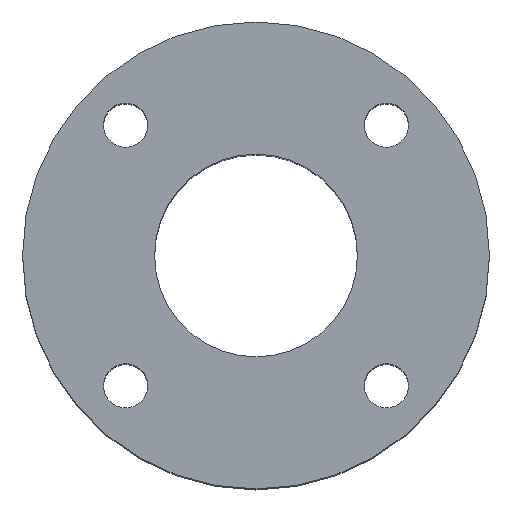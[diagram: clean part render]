
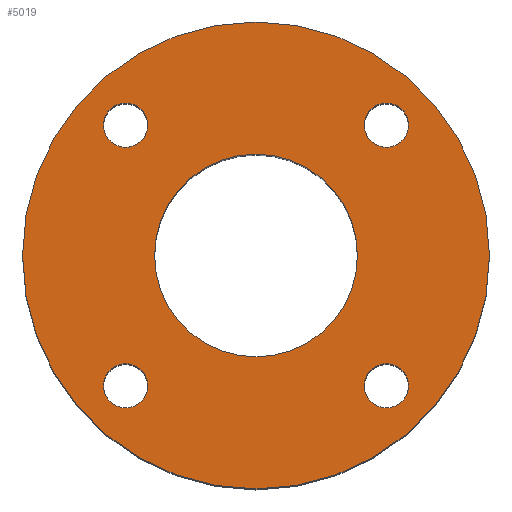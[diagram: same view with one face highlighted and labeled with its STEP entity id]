
A CAD part, top view. The second image highlights one B-rep face of the part: STEP entity #5019.
In plain terms, the highlighted planar face has unit normal (0, 0, 1).
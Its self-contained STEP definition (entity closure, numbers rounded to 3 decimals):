
#114 = EDGE_CURVE ( 'NONE', #8684, #9602, #28847, .T. ) ;
#205 = CIRCLE ( 'NONE', #7215, 95. ) ;
#262 = CARTESIAN_POINT ( 'NONE',  ( -53.033, 53.033, 0. ) ) ;
#352 = CARTESIAN_POINT ( 'NONE',  ( 62.033, -53.033, 0. ) ) ;
#675 = EDGE_CURVE ( 'NONE', #5345, #26116, #28397, .T. ) ;
#978 = ORIENTED_EDGE ( 'NONE', *, *, #7795, .F. ) ;
#1127 = DIRECTION ( 'NONE',  ( 0., 0., 1. ) ) ;
#1321 = CIRCLE ( 'NONE', #18649, 41.25 ) ;
#1444 = DIRECTION ( 'NONE',  ( 0., 0., 1. ) ) ;
#1521 = EDGE_LOOP ( 'NONE', ( #7799, #17835 ) ) ;
#1728 = CARTESIAN_POINT ( 'NONE',  ( 53.033, -53.033, 0. ) ) ;
#1795 = CARTESIAN_POINT ( 'NONE',  ( 0., 0., 0. ) ) ;
#1892 = CARTESIAN_POINT ( 'NONE',  ( -62.033, 53.033, 0. ) ) ;
#1920 = EDGE_LOOP ( 'NONE', ( #23755, #22665 ) ) ;
#1970 = EDGE_CURVE ( 'NONE', #26116, #5345, #22115, .T. ) ;
#2057 = CARTESIAN_POINT ( 'NONE',  ( -95., 0., 0. ) ) ;
#3018 = VERTEX_POINT ( 'NONE', #18726 ) ;
#4176 = CIRCLE ( 'NONE', #20565, 9. ) ;
#4241 = ORIENTED_EDGE ( 'NONE', *, *, #25433, .T. ) ;
#4632 = DIRECTION ( 'NONE',  ( 1., 0., 0. ) ) ;
#4633 = CARTESIAN_POINT ( 'NONE',  ( 0., 41.25, 0. ) ) ;
#4683 = CIRCLE ( 'NONE', #10309, 9. ) ;
#5019 = ADVANCED_FACE ( 'NONE', ( #25001, #6981, #27209, #7125, #9324, #13565 ), #17955, .F. ) ;
#5122 = AXIS2_PLACEMENT_3D ( 'NONE', #10530, #14365, #9843 ) ;
#5345 = VERTEX_POINT ( 'NONE', #1892 ) ;
#6981 = FACE_BOUND ( 'NONE', #25725, .T. ) ;
#6988 = AXIS2_PLACEMENT_3D ( 'NONE', #4633, #13704, #26916 ) ;
#7125 = FACE_BOUND ( 'NONE', #1920, .T. ) ;
#7215 = AXIS2_PLACEMENT_3D ( 'NONE', #1795, #10745, #28626 ) ;
#7257 = DIRECTION ( 'NONE',  ( 0., 0., 1. ) ) ;
#7352 = ORIENTED_EDGE ( 'NONE', *, *, #11926, .F. ) ;
#7651 = CARTESIAN_POINT ( 'NONE',  ( 53.033, -53.033, 0. ) ) ;
#7754 = DIRECTION ( 'NONE',  ( 1., 0., 0. ) ) ;
#7795 = EDGE_CURVE ( 'NONE', #18436, #9794, #4176, .T. ) ;
#7799 = ORIENTED_EDGE ( 'NONE', *, *, #1970, .F. ) ;
#8064 = EDGE_CURVE ( 'NONE', #16407, #3018, #1321, .T. ) ;
#8449 = DIRECTION ( 'NONE',  ( 1., 0., 0. ) ) ;
#8473 = CARTESIAN_POINT ( 'NONE',  ( -62.033, -53.033, 0. ) ) ;
#8684 = VERTEX_POINT ( 'NONE', #2057 ) ;
#9324 = FACE_BOUND ( 'NONE', #13485, .T. ) ;
#9602 = VERTEX_POINT ( 'NONE', #17211 ) ;
#9794 = VERTEX_POINT ( 'NONE', #352 ) ;
#9843 = DIRECTION ( 'NONE',  ( 1., 0., 0. ) ) ;
#9863 = EDGE_LOOP ( 'NONE', ( #16626, #978 ) ) ;
#10309 = AXIS2_PLACEMENT_3D ( 'NONE', #18390, #7257, #16186 ) ;
#10530 = CARTESIAN_POINT ( 'NONE',  ( 0., 0., 0. ) ) ;
#10745 = DIRECTION ( 'NONE',  ( 0., 0., 1. ) ) ;
#11007 = DIRECTION ( 'NONE',  ( -1., 0., 0. ) ) ;
#11142 = EDGE_CURVE ( 'NONE', #27450, #12427, #24703, .T. ) ;
#11460 = AXIS2_PLACEMENT_3D ( 'NONE', #16106, #25066, #13909 ) ;
#11802 = CARTESIAN_POINT ( 'NONE',  ( 0., 0., 0. ) ) ;
#11926 = EDGE_CURVE ( 'NONE', #3018, #16407, #13066, .T. ) ;
#12030 = AXIS2_PLACEMENT_3D ( 'NONE', #19299, #1127, #26052 ) ;
#12190 = CARTESIAN_POINT ( 'NONE',  ( 62.033, 53.033, 0. ) ) ;
#12227 = AXIS2_PLACEMENT_3D ( 'NONE', #17589, #15392, #11007 ) ;
#12308 = VERTEX_POINT ( 'NONE', #8473 ) ;
#12370 = CIRCLE ( 'NONE', #11460, 9. ) ;
#12427 = VERTEX_POINT ( 'NONE', #22094 ) ;
#13066 = CIRCLE ( 'NONE', #5122, 41.25 ) ;
#13214 = AXIS2_PLACEMENT_3D ( 'NONE', #262, #27238, #25036 ) ;
#13485 = EDGE_LOOP ( 'NONE', ( #7352, #14855 ) ) ;
#13565 = FACE_OUTER_BOUND ( 'NONE', #13653, .T. ) ;
#13653 = EDGE_LOOP ( 'NONE', ( #4241, #21535 ) ) ;
#13704 = DIRECTION ( 'NONE',  ( 0., 0., -1. ) ) ;
#13909 = DIRECTION ( 'NONE',  ( -1., 0., 0. ) ) ;
#14268 = EDGE_CURVE ( 'NONE', #12427, #27450, #4683, .T. ) ;
#14365 = DIRECTION ( 'NONE',  ( 0., 0., 1. ) ) ;
#14750 = CARTESIAN_POINT ( 'NONE',  ( 0., 0., 0. ) ) ;
#14855 = ORIENTED_EDGE ( 'NONE', *, *, #8064, .F. ) ;
#15392 = DIRECTION ( 'NONE',  ( 0., 0., 1. ) ) ;
#16106 = CARTESIAN_POINT ( 'NONE',  ( -53.033, -53.033, 0. ) ) ;
#16186 = DIRECTION ( 'NONE',  ( 1., 0., 0. ) ) ;
#16308 = AXIS2_PLACEMENT_3D ( 'NONE', #7651, #21708, #21419 ) ;
#16407 = VERTEX_POINT ( 'NONE', #23508 ) ;
#16626 = ORIENTED_EDGE ( 'NONE', *, *, #19009, .F. ) ;
#16676 = CARTESIAN_POINT ( 'NONE',  ( 53.033, 53.033, 0. ) ) ;
#17211 = CARTESIAN_POINT ( 'NONE',  ( 95., 0., 0. ) ) ;
#17244 = CIRCLE ( 'NONE', #16308, 9. ) ;
#17589 = CARTESIAN_POINT ( 'NONE',  ( -53.033, -53.033, 0. ) ) ;
#17603 = AXIS2_PLACEMENT_3D ( 'NONE', #11802, #20463, #4632 ) ;
#17835 = ORIENTED_EDGE ( 'NONE', *, *, #675, .F. ) ;
#17955 = PLANE ( 'NONE',  #6988 ) ;
#18253 = EDGE_CURVE ( 'NONE', #12308, #22203, #28620, .T. ) ;
#18390 = CARTESIAN_POINT ( 'NONE',  ( 53.033, 53.033, 0. ) ) ;
#18436 = VERTEX_POINT ( 'NONE', #21965 ) ;
#18649 = AXIS2_PLACEMENT_3D ( 'NONE', #14750, #25894, #8449 ) ;
#18726 = CARTESIAN_POINT ( 'NONE',  ( 41.25, 0., 0. ) ) ;
#19009 = EDGE_CURVE ( 'NONE', #9794, #18436, #17244, .T. ) ;
#19187 = CARTESIAN_POINT ( 'NONE',  ( -44.033, -53.033, 0. ) ) ;
#19299 = CARTESIAN_POINT ( 'NONE',  ( -53.033, 53.033, 0. ) ) ;
#19617 = DIRECTION ( 'NONE',  ( 0., -1., 0. ) ) ;
#19827 = CARTESIAN_POINT ( 'NONE',  ( -44.033, 53.033, 0. ) ) ;
#20463 = DIRECTION ( 'NONE',  ( 0., 0., 1. ) ) ;
#20565 = AXIS2_PLACEMENT_3D ( 'NONE', #1728, #1444, #19617 ) ;
#21419 = DIRECTION ( 'NONE',  ( 0., -1., 0. ) ) ;
#21422 = ORIENTED_EDGE ( 'NONE', *, *, #26564, .F. ) ;
#21535 = ORIENTED_EDGE ( 'NONE', *, *, #114, .T. ) ;
#21708 = DIRECTION ( 'NONE',  ( 0., 0., 1. ) ) ;
#21965 = CARTESIAN_POINT ( 'NONE',  ( 44.033, -53.033, 0. ) ) ;
#22094 = CARTESIAN_POINT ( 'NONE',  ( 44.033, 53.033, 0. ) ) ;
#22115 = CIRCLE ( 'NONE', #13214, 9. ) ;
#22203 = VERTEX_POINT ( 'NONE', #19187 ) ;
#22665 = ORIENTED_EDGE ( 'NONE', *, *, #14268, .F. ) ;
#23376 = ORIENTED_EDGE ( 'NONE', *, *, #18253, .F. ) ;
#23508 = CARTESIAN_POINT ( 'NONE',  ( -41.25, 0., 0. ) ) ;
#23755 = ORIENTED_EDGE ( 'NONE', *, *, #11142, .F. ) ;
#23869 = DIRECTION ( 'NONE',  ( 0., 0., 1. ) ) ;
#24703 = CIRCLE ( 'NONE', #28449, 9. ) ;
#25001 = FACE_BOUND ( 'NONE', #9863, .T. ) ;
#25036 = DIRECTION ( 'NONE',  ( 0., 1., 0. ) ) ;
#25066 = DIRECTION ( 'NONE',  ( 0., 0., 1. ) ) ;
#25433 = EDGE_CURVE ( 'NONE', #9602, #8684, #205, .T. ) ;
#25725 = EDGE_LOOP ( 'NONE', ( #21422, #23376 ) ) ;
#25894 = DIRECTION ( 'NONE',  ( 0., 0., 1. ) ) ;
#26052 = DIRECTION ( 'NONE',  ( 0., 1., 0. ) ) ;
#26116 = VERTEX_POINT ( 'NONE', #19827 ) ;
#26564 = EDGE_CURVE ( 'NONE', #22203, #12308, #12370, .T. ) ;
#26916 = DIRECTION ( 'NONE',  ( -1., 0., 0. ) ) ;
#27209 = FACE_BOUND ( 'NONE', #1521, .T. ) ;
#27238 = DIRECTION ( 'NONE',  ( 0., 0., 1. ) ) ;
#27450 = VERTEX_POINT ( 'NONE', #12190 ) ;
#28397 = CIRCLE ( 'NONE', #12030, 9. ) ;
#28449 = AXIS2_PLACEMENT_3D ( 'NONE', #16676, #23869, #7754 ) ;
#28620 = CIRCLE ( 'NONE', #12227, 9. ) ;
#28626 = DIRECTION ( 'NONE',  ( 1., 0., 0. ) ) ;
#28847 = CIRCLE ( 'NONE', #17603, 95. ) ;
